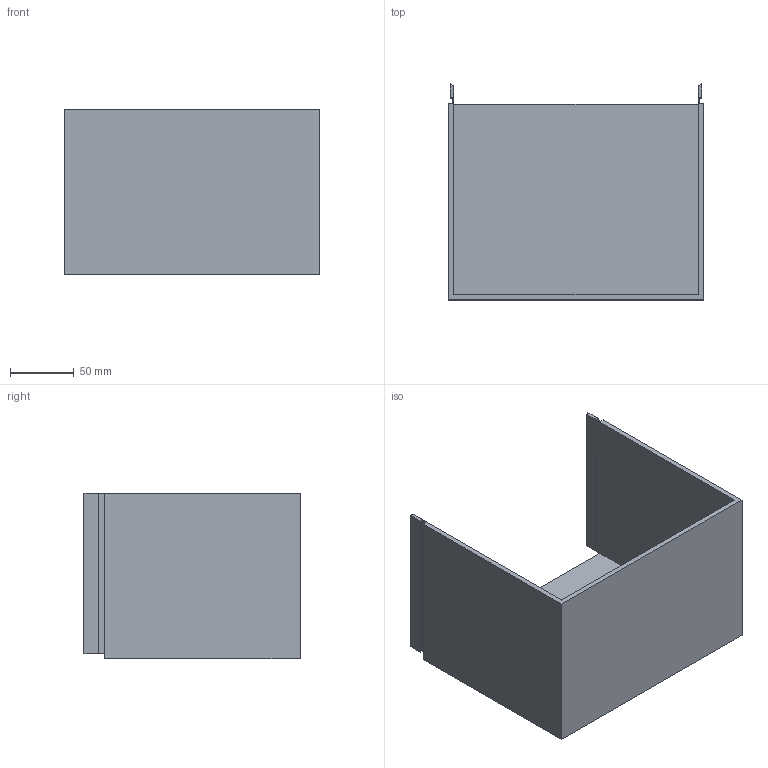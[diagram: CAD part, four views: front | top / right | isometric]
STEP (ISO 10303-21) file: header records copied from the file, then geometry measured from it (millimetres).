
FILE_DESCRIPTION(('FreeCAD Model'),'2;1');
FILE_NAME('Open CASCADE Shape Model','2023-05-04T22:28:10',(''),(''), 'Open CASCADE STEP processor 7.6','FreeCAD','Unknown');
FILE_SCHEMA(('AUTOMOTIVE_DESIGN { 1 0 10303 214 1 1 1 1 }'));
Length unit declared in the file: millimetre
Products named in the file (1): Body
Bounding box: 200 x 169.54 x 130 mm (x, y, z)
Volume: 382307.2 mm3; surface area: 200242.5 mm2
Topology: 1 solids, 1 shells, 24 faces, 64 edges, 42 vertices
Faces by surface type: plane 24
Entity records: 754 total; most frequent: CARTESIAN_POINT 131, ORIENTED_EDGE 128, DIRECTION 114, EDGE_CURVE 64, LINE 64, VECTOR 64, VERTEX_POINT 42, AXIS2_PLACEMENT_3D 25
